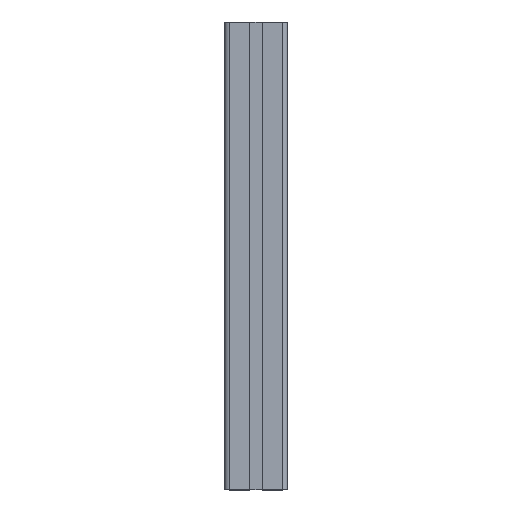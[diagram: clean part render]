
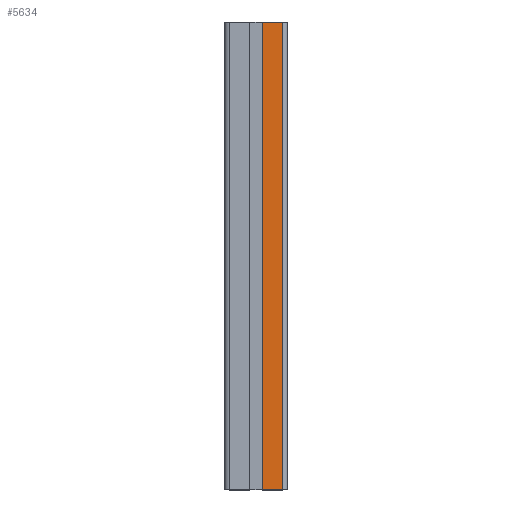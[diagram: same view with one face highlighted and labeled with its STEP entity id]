
A CAD part, top view. The second image highlights one B-rep face of the part: STEP entity #5634.
In plain terms, the highlighted face is planar.
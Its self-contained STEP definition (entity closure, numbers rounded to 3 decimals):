
#57 = VERTEX_POINT ( 'NONE', #1293 ) ;
#70 = VERTEX_POINT ( 'NONE', #1311 ) ;
#302 = EDGE_LOOP ( 'NONE', ( #1993, #2004, #1991, #1997 ) ) ;
#481 = VERTEX_POINT ( 'NONE', #2677 ) ;
#489 = VERTEX_POINT ( 'NONE', #2709 ) ;
#493 = CARTESIAN_POINT ( 'NONE',  ( -4.1, 20., 0. ) ) ;
#498 = DIRECTION ( 'NONE',  ( -1., 0., 0. ) ) ;
#641 = LINE ( 'NONE', #493, #3143 ) ;
#642 = CARTESIAN_POINT ( 'NONE',  ( -4.1, 20., -300. ) ) ;
#653 = LINE ( 'NONE', #642, #5291 ) ;
#654 = DIRECTION ( 'NONE',  ( -1., 0., 0. ) ) ;
#1156 = CARTESIAN_POINT ( 'NONE',  ( -4.1, 20., -300. ) ) ;
#1163 = LINE ( 'NONE', #1156, #3123 ) ;
#1173 = DIRECTION ( 'NONE',  ( 0., 0., 1. ) ) ;
#1178 = LINE ( 'NONE', #1195, #3080 ) ;
#1195 = CARTESIAN_POINT ( 'NONE',  ( -17., 20., -300. ) ) ;
#1207 = DIRECTION ( 'NONE',  ( 0., 0., 1. ) ) ;
#1293 = CARTESIAN_POINT ( 'NONE',  ( -4.1, 20., -300. ) ) ;
#1311 = CARTESIAN_POINT ( 'NONE',  ( -17., 20., -300. ) ) ;
#1553 = PLANE ( 'NONE',  #2919 ) ;
#1556 = CARTESIAN_POINT ( 'NONE',  ( -4.1, 20., -300. ) ) ;
#1563 = FACE_OUTER_BOUND ( 'NONE', #302, .T. ) ;
#1564 = DIRECTION ( 'NONE',  ( 0., 1., 0. ) ) ;
#1574 = DIRECTION ( 'NONE',  ( 0., 0., 1. ) ) ;
#1991 = ORIENTED_EDGE ( 'NONE', *, *, #5885, .T. ) ;
#1993 = ORIENTED_EDGE ( 'NONE', *, *, #5836, .F. ) ;
#1997 = ORIENTED_EDGE ( 'NONE', *, *, #5804, .T. ) ;
#2004 = ORIENTED_EDGE ( 'NONE', *, *, #5796, .F. ) ;
#2677 = CARTESIAN_POINT ( 'NONE',  ( -17., 20., 0. ) ) ;
#2709 = CARTESIAN_POINT ( 'NONE',  ( -4.1, 20., 0. ) ) ;
#2919 = AXIS2_PLACEMENT_3D ( 'NONE', #1556, #1564, #1574 ) ;
#3080 = VECTOR ( 'NONE', #1207, 1000. ) ;
#3123 = VECTOR ( 'NONE', #1173, 1000. ) ;
#3143 = VECTOR ( 'NONE', #498, 1000. ) ;
#5291 = VECTOR ( 'NONE', #654, 1000. ) ;
#5634 = ADVANCED_FACE ( 'PLANAR_1', ( #1563 ), #1553, .T. ) ;
#5796 = EDGE_CURVE ( 'NONE', #57, #489, #1163, .T. ) ;
#5804 = EDGE_CURVE ( 'NONE', #70, #481, #1178, .T. ) ;
#5836 = EDGE_CURVE ( 'NONE', #489, #481, #641, .T. ) ;
#5885 = EDGE_CURVE ( 'NONE', #57, #70, #653, .T. ) ;
